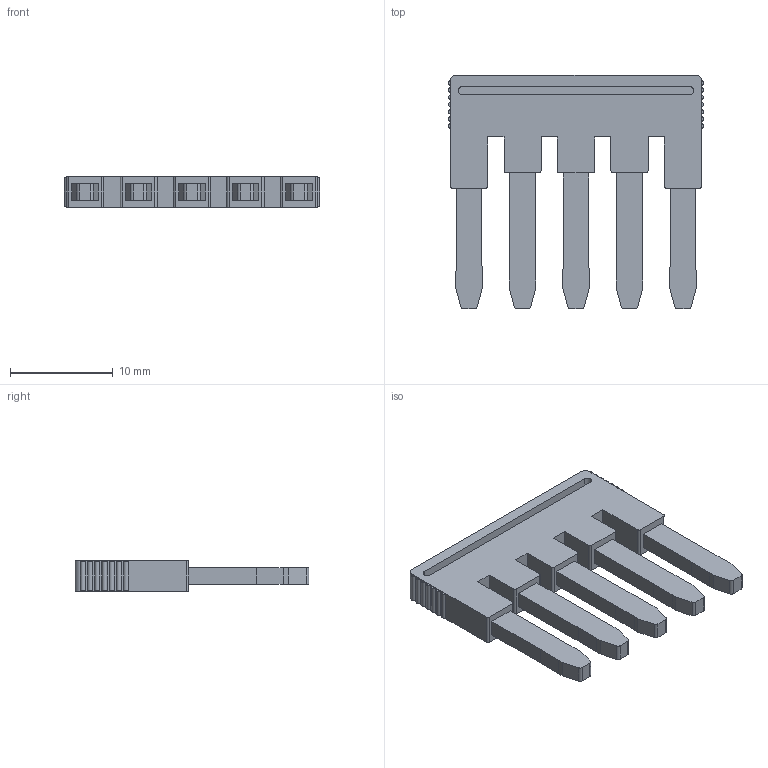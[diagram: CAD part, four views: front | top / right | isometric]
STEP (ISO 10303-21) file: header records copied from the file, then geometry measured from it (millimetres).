
FILE_DESCRIPTION((''),'2;1');
FILE_NAME('UFBS','2021-04-19T',('ASUS'),(''),'PRO/ENGINEER BY PARAMETRIC TECHNOLOGY CORPORATION, 2013230','PRO/ENGINEER BY PARAMETRIC TECHNOLOGY CORPORATION, 2013230','');
FILE_SCHEMA(('CONFIG_CONTROL_DESIGN'));
Length unit declared in the file: millimetre
Products named in the file (1): UFBS
Bounding box: 24.81 x 22.7 x 3 mm (x, y, z)
Volume: 871.7 mm3; surface area: 1344.9 mm2
Topology: 1 solids, 1 shells, 151 faces, 386 edges, 256 vertices
Faces by surface type: plane 111, cylinder 40
Entity records: 4586 total; most frequent: CARTESIAN_POINT 793, ORIENTED_EDGE 772, DIRECTION 768, EDGE_CURVE 386, VECTOR 306, LINE 306, VERTEX_POINT 256, AXIS2_PLACEMENT_3D 231
